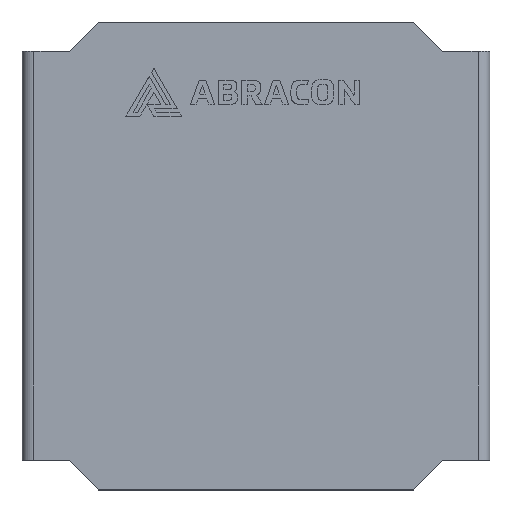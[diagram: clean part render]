
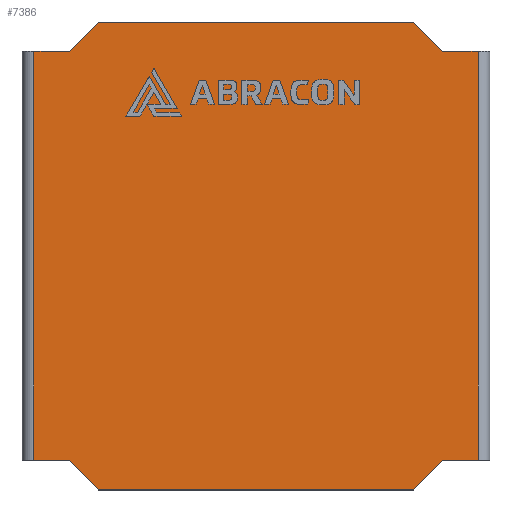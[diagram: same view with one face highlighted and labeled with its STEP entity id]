
A CAD part, top view. The second image highlights one B-rep face of the part: STEP entity #7386.
In plain terms, the highlighted planar face has unit normal (0, 0, 1).
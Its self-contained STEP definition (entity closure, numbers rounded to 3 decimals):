
#7312 = VERTEX_POINT('',#7313);
#7313 = CARTESIAN_POINT('',(-1.9,1.75,3.));
#7337 = VERTEX_POINT('',#7338);
#7338 = CARTESIAN_POINT('',(-1.6,1.75,3.));
#7344 = EDGE_CURVE('',#7337,#7312,#7345,.T.);
#7345 = LINE('',#7346,#7347);
#7346 = CARTESIAN_POINT('',(-2.,1.75,3.));
#7347 = VECTOR('',#7348,1.);
#7348 = DIRECTION('',(-1.,0.,0.));
#7368 = VERTEX_POINT('',#7369);
#7369 = CARTESIAN_POINT('',(-1.9,-1.75,3.));
#7376 = EDGE_CURVE('',#7312,#7368,#7377,.T.);
#7377 = LINE('',#7378,#7379);
#7378 = CARTESIAN_POINT('',(-1.9,0.,3.));
#7379 = VECTOR('',#7380,1.);
#7380 = DIRECTION('',(0.,-1.,0.));
#7386 = ADVANCED_FACE('',(#7387),#7469,.T.);
#7387 = FACE_BOUND('',#7388,.T.);
#7388 = EDGE_LOOP('',(#7389,#7390,#7391,#7399,#7407,#7415,#7423,#7431,
    #7439,#7447,#7455,#7463));
#7389 = ORIENTED_EDGE('',*,*,#7344,.T.);
#7390 = ORIENTED_EDGE('',*,*,#7376,.T.);
#7391 = ORIENTED_EDGE('',*,*,#7392,.T.);
#7392 = EDGE_CURVE('',#7368,#7393,#7395,.T.);
#7393 = VERTEX_POINT('',#7394);
#7394 = CARTESIAN_POINT('',(-1.6,-1.75,3.));
#7395 = LINE('',#7396,#7397);
#7396 = CARTESIAN_POINT('',(-2.,-1.75,3.));
#7397 = VECTOR('',#7398,1.);
#7398 = DIRECTION('',(1.,0.,0.));
#7399 = ORIENTED_EDGE('',*,*,#7400,.T.);
#7400 = EDGE_CURVE('',#7393,#7401,#7403,.T.);
#7401 = VERTEX_POINT('',#7402);
#7402 = CARTESIAN_POINT('',(-1.35,-2.,3.));
#7403 = LINE('',#7404,#7405);
#7404 = CARTESIAN_POINT('',(-1.6,-1.75,3.));
#7405 = VECTOR('',#7406,1.);
#7406 = DIRECTION('',(0.707,-0.707,
    0.));
#7407 = ORIENTED_EDGE('',*,*,#7408,.T.);
#7408 = EDGE_CURVE('',#7401,#7409,#7411,.T.);
#7409 = VERTEX_POINT('',#7410);
#7410 = CARTESIAN_POINT('',(1.35,-2.,3.));
#7411 = LINE('',#7412,#7413);
#7412 = CARTESIAN_POINT('',(-1.35,-2.,3.));
#7413 = VECTOR('',#7414,1.);
#7414 = DIRECTION('',(1.,0.,0.));
#7415 = ORIENTED_EDGE('',*,*,#7416,.T.);
#7416 = EDGE_CURVE('',#7409,#7417,#7419,.T.);
#7417 = VERTEX_POINT('',#7418);
#7418 = CARTESIAN_POINT('',(1.6,-1.75,3.));
#7419 = LINE('',#7420,#7421);
#7420 = CARTESIAN_POINT('',(1.6,-1.75,3.));
#7421 = VECTOR('',#7422,1.);
#7422 = DIRECTION('',(0.707,0.707,0.
    ));
#7423 = ORIENTED_EDGE('',*,*,#7424,.T.);
#7424 = EDGE_CURVE('',#7417,#7425,#7427,.T.);
#7425 = VERTEX_POINT('',#7426);
#7426 = CARTESIAN_POINT('',(1.9,-1.75,3.));
#7427 = LINE('',#7428,#7429);
#7428 = CARTESIAN_POINT('',(2.,-1.75,3.));
#7429 = VECTOR('',#7430,1.);
#7430 = DIRECTION('',(1.,0.,0.));
#7431 = ORIENTED_EDGE('',*,*,#7432,.T.);
#7432 = EDGE_CURVE('',#7425,#7433,#7435,.T.);
#7433 = VERTEX_POINT('',#7434);
#7434 = CARTESIAN_POINT('',(1.9,1.75,3.));
#7435 = LINE('',#7436,#7437);
#7436 = CARTESIAN_POINT('',(1.9,0.,3.));
#7437 = VECTOR('',#7438,1.);
#7438 = DIRECTION('',(0.,1.,0.));
#7439 = ORIENTED_EDGE('',*,*,#7440,.T.);
#7440 = EDGE_CURVE('',#7433,#7441,#7443,.T.);
#7441 = VERTEX_POINT('',#7442);
#7442 = CARTESIAN_POINT('',(1.6,1.75,3.));
#7443 = LINE('',#7444,#7445);
#7444 = CARTESIAN_POINT('',(2.,1.75,3.));
#7445 = VECTOR('',#7446,1.);
#7446 = DIRECTION('',(-1.,0.,0.));
#7447 = ORIENTED_EDGE('',*,*,#7448,.T.);
#7448 = EDGE_CURVE('',#7441,#7449,#7451,.T.);
#7449 = VERTEX_POINT('',#7450);
#7450 = CARTESIAN_POINT('',(1.35,2.,3.));
#7451 = LINE('',#7452,#7453);
#7452 = CARTESIAN_POINT('',(1.6,1.75,3.));
#7453 = VECTOR('',#7454,1.);
#7454 = DIRECTION('',(-0.707,0.707,0.
    ));
#7455 = ORIENTED_EDGE('',*,*,#7456,.T.);
#7456 = EDGE_CURVE('',#7449,#7457,#7459,.T.);
#7457 = VERTEX_POINT('',#7458);
#7458 = CARTESIAN_POINT('',(-1.35,2.,3.));
#7459 = LINE('',#7460,#7461);
#7460 = CARTESIAN_POINT('',(-1.35,2.,3.));
#7461 = VECTOR('',#7462,1.);
#7462 = DIRECTION('',(-1.,0.,0.));
#7463 = ORIENTED_EDGE('',*,*,#7464,.T.);
#7464 = EDGE_CURVE('',#7457,#7337,#7465,.T.);
#7465 = LINE('',#7466,#7467);
#7466 = CARTESIAN_POINT('',(-1.6,1.75,3.));
#7467 = VECTOR('',#7468,1.);
#7468 = DIRECTION('',(-0.707,-0.707,
    0.));
#7469 = PLANE('',#7470);
#7470 = AXIS2_PLACEMENT_3D('',#7471,#7472,#7473);
#7471 = CARTESIAN_POINT('',(0.,0.,3.)
  );
#7472 = DIRECTION('',(0.,0.,1.));
#7473 = DIRECTION('',(1.,0.,0.));
